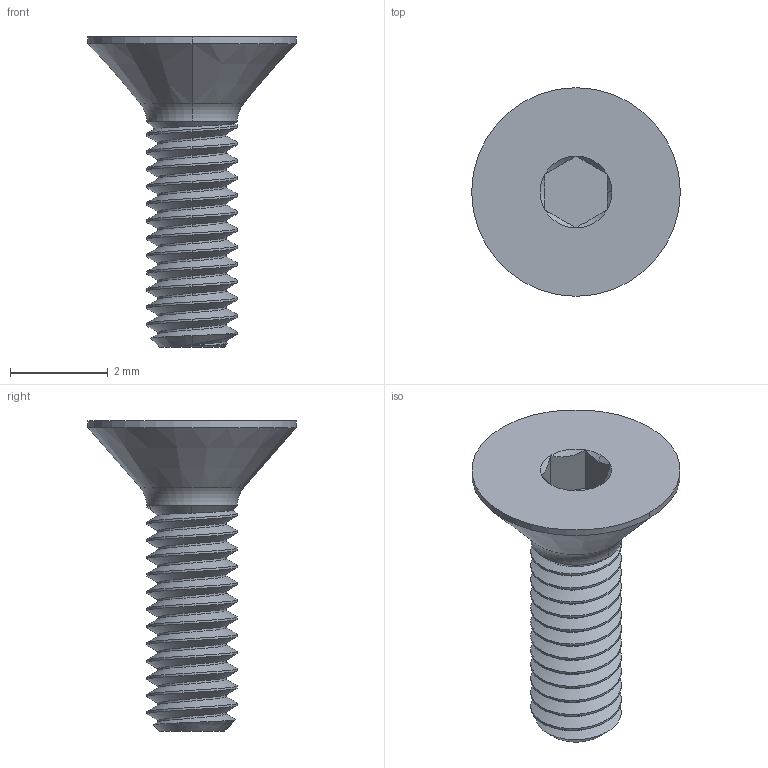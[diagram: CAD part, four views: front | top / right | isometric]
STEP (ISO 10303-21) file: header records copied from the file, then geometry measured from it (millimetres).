
FILE_DESCRIPTION (( 'STEP AP203' ), '1' );
FILE_NAME ('92210A018.step', '2014-02-17T17:17:11', ( 'Admin' ), ( 'Microsoft' ), 'SwSTEP 2.0', 'SolidWorks 2012', '' );
FILE_SCHEMA (( 'CONFIG_CONTROL_DESIGN' ));
Length unit declared in the file: inch
Products named in the file (1): 92210A018
Bounding box: 4.27 x 4.27 x 6.35 mm (x, y, z)
Volume: 21.6 mm3; surface area: 81.2 mm2
Topology: 1 solids, 1 shells, 82 faces, 217 edges, 138 vertices
Faces by surface type: cylinder 54, cone 15, plane 9, torus 2, bspline 2
Entity records: 3851 total; most frequent: CARTESIAN_POINT 2068, ORIENTED_EDGE 434, DIRECTION 288, EDGE_CURVE 217, VERTEX_POINT 138, AXIS2_PLACEMENT_3D 108, EDGE_LOOP 83, FACE_OUTER_BOUND 82
